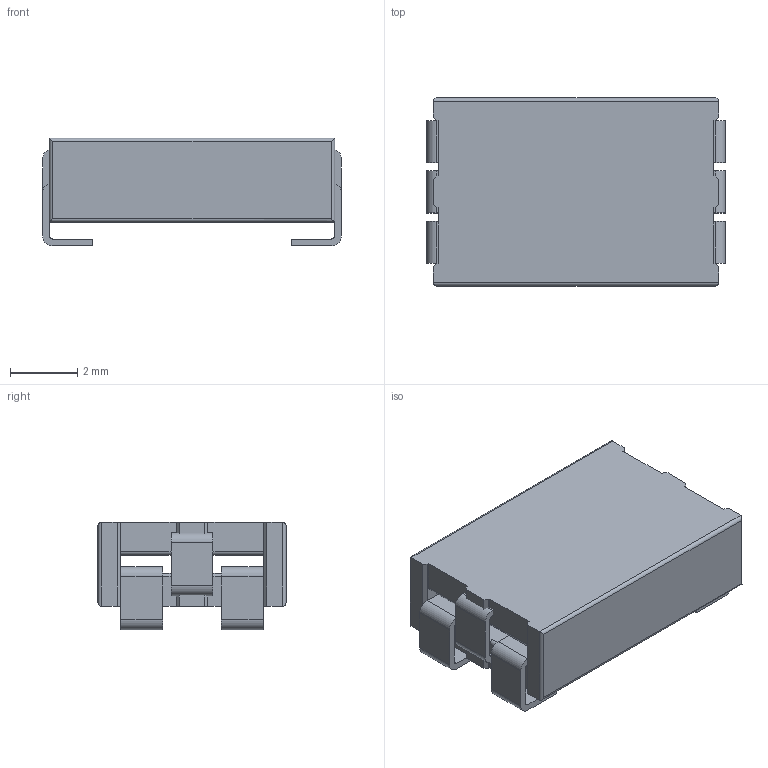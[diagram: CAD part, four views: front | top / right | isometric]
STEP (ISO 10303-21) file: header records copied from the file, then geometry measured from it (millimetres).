
FILE_DESCRIPTION( ( 'Unknown' ), '1' );
FILE_NAME( '7427521.stp', 'Unknown', ( 'Unknown' ), ( 'Unknown' ), 'XStep 1.0', 'Unknown', ' ' );
FILE_SCHEMA( ( 'automotive_design' ) );
Length unit declared in the file: millimetre
Products named in the file (3): Assem1; Gehäuse; Pin
Bounding box: 8.9 x 5.6 x 3.2 mm (x, y, z)
Surface area: 602.5 mm2
Topology: 5 solids, 5 shells, 186 faces, 524 edges, 344 vertices
Faces by surface type: plane 130, cylinder 56
Entity records: 3174 total; most frequent: CARTESIAN_POINT 470, ORIENTED_EDGE 464, DIRECTION 444, EDGE_CURVE 232, LINE 192, VECTOR 192, VERTEX_POINT 152, AXIS2_PLACEMENT_3D 126
